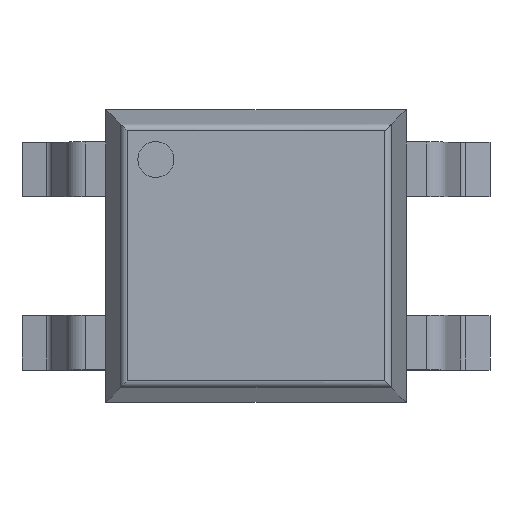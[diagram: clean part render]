
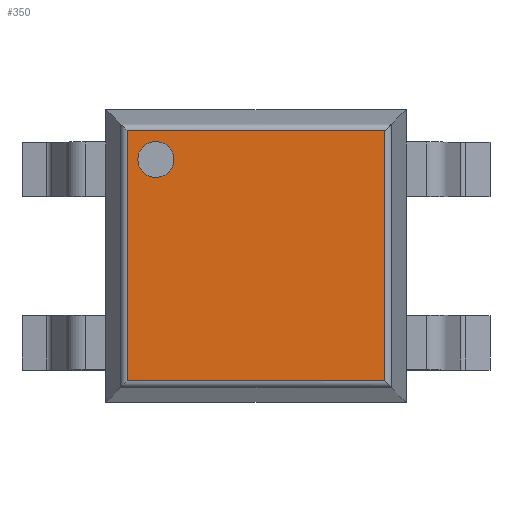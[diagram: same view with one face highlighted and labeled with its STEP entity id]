
A CAD part, top view. The second image highlights one B-rep face of the part: STEP entity #350.
In plain terms, the highlighted planar face has unit normal (0, 0, 1).
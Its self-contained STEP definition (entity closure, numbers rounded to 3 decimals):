
#300=CARTESIAN_POINT('',(-1.467,1.149,2.54));
#301=VERTEX_POINT('',#300);
#302=CARTESIAN_POINT('',(-1.467,1.412,2.54));
#303=DIRECTION('',(0.0,-0.0,1.0));
#304=DIRECTION('',(0.0,-1.0,-0.0));
#305=AXIS2_PLACEMENT_3D('',#302,#303,#304);
#306=CIRCLE('',#305,0.264);
#307=EDGE_CURVE('n� 674',#301,#301,#306,.T.);
#308=ORIENTED_EDGE('',*,*,#307,.F.);
#309=EDGE_LOOP('',(#308));
#310=FACE_OUTER_BOUND('',#309,.T.);
#311=CARTESIAN_POINT('',(-1.886,1.831,2.54));
#312=VERTEX_POINT('',#311);
#313=CARTESIAN_POINT('',(-1.886,-1.831,2.54));
#314=VERTEX_POINT('',#313);
#315=CARTESIAN_POINT('',(-1.886,-1.912,2.54));
#316=DIRECTION('',(0.0,-1.0,-0.0));
#317=VECTOR('',#316,1.0);
#318=LINE('',#315,#317);
#319=EDGE_CURVE('n� 467',#312,#314,#318,.T.);
#320=ORIENTED_EDGE('',*,*,#319,.T.);
#321=CARTESIAN_POINT('',(1.886,-1.831,2.54));
#322=VERTEX_POINT('',#321);
#323=CARTESIAN_POINT('',(1.967,-1.831,2.54));
#324=DIRECTION('',(1.0,0.0,0.0));
#325=VECTOR('',#324,1.0);
#326=LINE('',#323,#325);
#327=EDGE_CURVE('n� 470',#314,#322,#326,.T.);
#328=ORIENTED_EDGE('',*,*,#327,.T.);
#329=CARTESIAN_POINT('',(1.886,1.831,2.54));
#330=VERTEX_POINT('',#329);
#331=CARTESIAN_POINT('',(1.886,1.912,2.54));
#332=DIRECTION('',(-0.0,1.0,0.0));
#333=VECTOR('',#332,1.0);
#334=LINE('',#331,#333);
#335=EDGE_CURVE('n� 459',#322,#330,#334,.T.);
#336=ORIENTED_EDGE('',*,*,#335,.T.);
#337=CARTESIAN_POINT('',(-1.967,1.831,2.54));
#338=DIRECTION('',(-1.0,-0.0,0.0));
#339=VECTOR('',#338,1.0);
#340=LINE('',#337,#339);
#341=EDGE_CURVE('n� 463',#330,#312,#340,.T.);
#342=ORIENTED_EDGE('',*,*,#341,.T.);
#343=EDGE_LOOP('',(#320,#328,#336,#342));
#344=FACE_BOUND('',#343,.T.);
#345=CARTESIAN_POINT('',(-2.2,2.145,2.54));
#346=DIRECTION('',(0.0,0.0,-1.0));
#347=DIRECTION('',(0.0,1.0,0.0));
#348=AXIS2_PLACEMENT_3D('',#345,#346,#347);
#349=PLANE('',#348);
#350=ADVANCED_FACE('n� 1',(#310,#344),#349,.F.);
